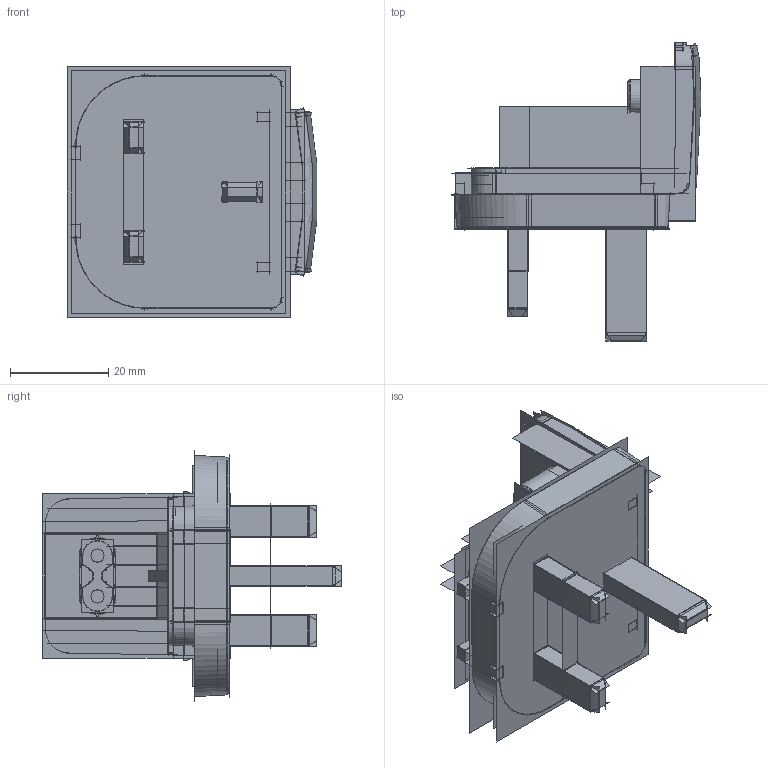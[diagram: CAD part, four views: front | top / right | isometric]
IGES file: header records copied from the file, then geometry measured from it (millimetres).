
Start section:  PTC IGES file: R-UK-2.igs
Global section: file name: R-UK-2.igs; native system: Pro/ENGINEER by Parametric Technology Corporation; preprocessor: 2010280; author: Administrator; organization: Unknown; date: 20180425.152644; units: millimetre
Bounding box: 50.9 x 60.91 x 51.06 mm (x, y, z)
Volume: 16263.2 mm3; surface area: 122171 mm2
Topology: 6 solids, 6 shells, 1118 faces, 5514 edges, 6744 vertices
Faces by surface type: bspline 874, revolution 244
